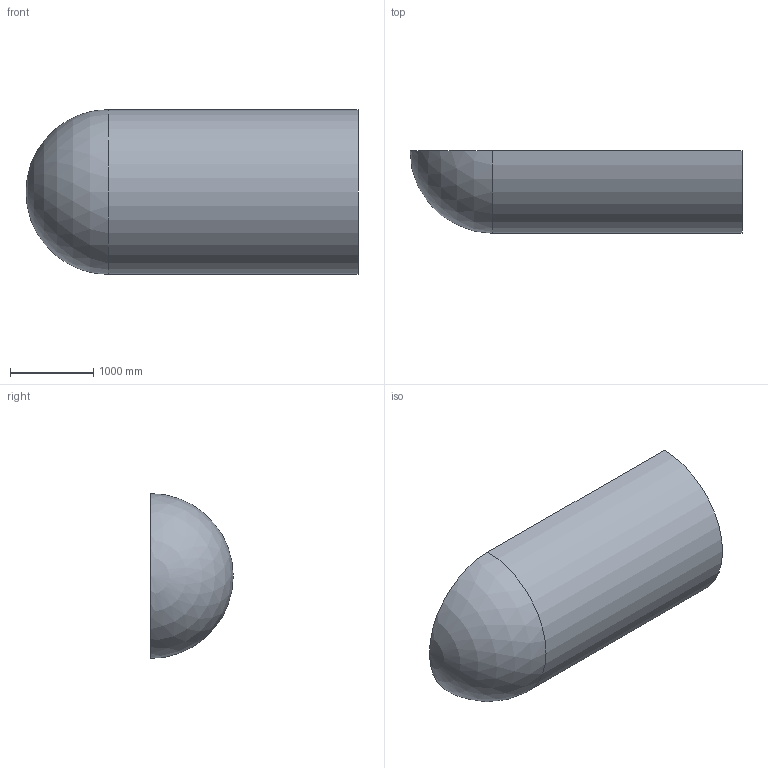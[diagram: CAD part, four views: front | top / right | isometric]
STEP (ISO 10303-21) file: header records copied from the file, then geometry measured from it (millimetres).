
FILE_DESCRIPTION(/* description */ (''),/* implementation_level */ '2;1');
FILE_NAME(/* name */ 'CFDforebodySimple.stp',/* time_stamp */ '2025-07-12T02:58:35-06:00',/* author */ (''),/* organization */ (''),/* preprocessor_version */ 'ST-DEVELOPER v20',/* originating_system */ 'SIEMENS PLM Software NX2312.9162',/* authorisation */ '');
FILE_SCHEMA (('AUTOMOTIVE_DESIGN { 1 0 10303 214 3 1 1 1 }'));
Length unit declared in the file: millimetre
Products named in the file (1): CFDforebodySimple
Bounding box: 3990.6 x 990.6 x 1981.2 mm (x, y, z)
Volume: 5639868294.6 mm3; surface area: 21491089.9 mm2
Topology: 1 solids, 1 shells, 8 faces, 19 edges, 12 vertices
Faces by surface type: plane 3, cylinder 2, sphere 2, bspline 1
Entity records: 243 total; most frequent: CARTESIAN_POINT 49, DIRECTION 40, ORIENTED_EDGE 30, AXIS2_PLACEMENT_3D 17, EDGE_CURVE 15, VERTEX_POINT 10, EDGE_LOOP 9, CIRCLE 9
